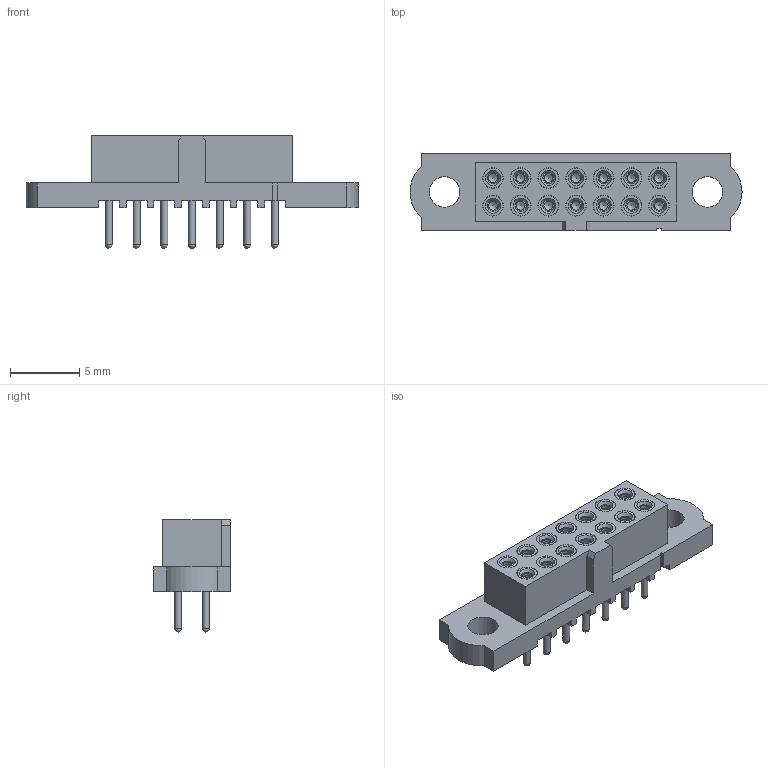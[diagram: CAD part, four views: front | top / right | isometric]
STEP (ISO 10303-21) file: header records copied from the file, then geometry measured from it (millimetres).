
FILE_DESCRIPTION(/* description */ (''),/* implementation_level */ '2;1');
FILE_NAME(/* name */ 'HARWIN_M80-4101442.stp',/* time_stamp */ '2016-06-06T16:52:06+02:00',/* author */ ('riccim'),/* organization */ ('SolidWorks'),/* preprocessor_version */ 'ST-DEVELOPER v15.5',/* originating_system */ 'AutoCAD Mechanical',/* authorisation */ ' ');
FILE_SCHEMA (('AUTOMOTIVE_DESIGN { 1 0 10303 214 3 1 1 }'));
Length unit declared in the file: millimetre
Products named in the file (1): Product
Bounding box: 24 x 5.55 x 8.15 mm (x, y, z)
Volume: 358.2 mm3; surface area: 1293.8 mm2
Topology: 29 solids, 29 shells, 376 faces, 744 edges, 468 vertices
Faces by surface type: plane 148, cylinder 144, cone 56, sphere 14, torus 14
Full cylindrical faces by diameter (mm): 0.5 x14, 0.628 x14, 0.82 x14, 0.865 x14, 1.21 x14, 1.24 x14, 1.32 x14, 1.45 x14, 1.49 x14, 1.5 x14, 2.2 x2
Entity records: 8316 total; most frequent: DIRECTION 1560, CARTESIAN_POINT 1279, ORIENTED_EDGE 952, AXIS2_PLACEMENT_3D 707, EDGE_LOOP 704, EDGE_CURVE 476, VERTEX_POINT 426, FACE_OUTER_BOUND 376
